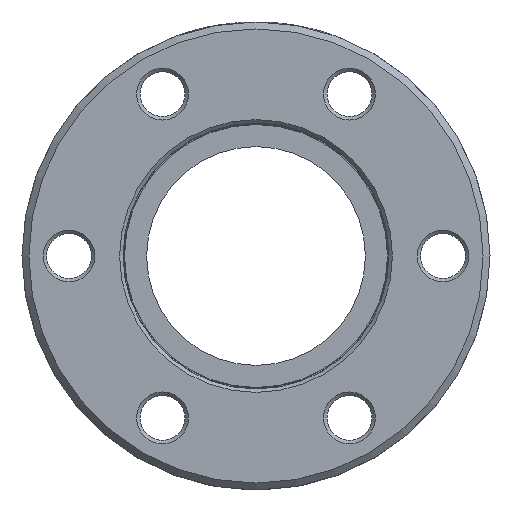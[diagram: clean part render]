
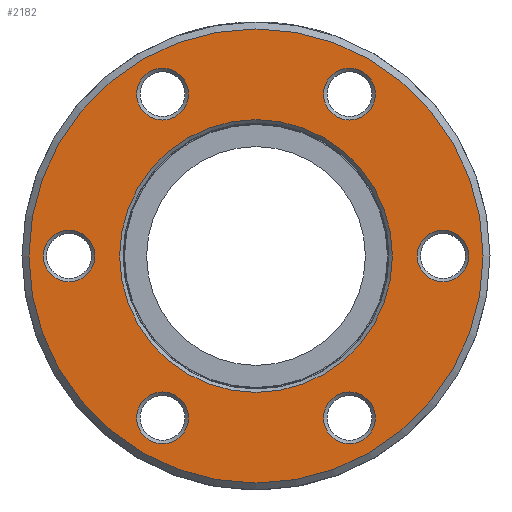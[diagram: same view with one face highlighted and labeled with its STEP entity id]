
A CAD part, front view. The second image highlights one B-rep face of the part: STEP entity #2182.
In plain terms, the highlighted planar face has unit normal (0, -1, 0).
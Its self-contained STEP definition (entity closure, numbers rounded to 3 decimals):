
#448=PLANE('',#2401);
#509=FACE_BOUND('',#724,.T.);
#510=FACE_BOUND('',#725,.T.);
#511=FACE_BOUND('',#726,.T.);
#512=FACE_BOUND('',#727,.T.);
#513=FACE_BOUND('',#728,.T.);
#514=FACE_BOUND('',#729,.T.);
#515=FACE_BOUND('',#730,.T.);
#570=FACE_OUTER_BOUND('',#723,.T.);
#723=EDGE_LOOP('',(#1549));
#724=EDGE_LOOP('',(#1550));
#725=EDGE_LOOP('',(#1551));
#726=EDGE_LOOP('',(#1552));
#727=EDGE_LOOP('',(#1553));
#728=EDGE_LOOP('',(#1554));
#729=EDGE_LOOP('',(#1555));
#730=EDGE_LOOP('',(#1556));
#907=CIRCLE('',#2400,9.85);
#908=CIRCLE('',#2402,16.4);
#909=CIRCLE('',#2403,1.871);
#910=CIRCLE('',#2404,1.871);
#911=CIRCLE('',#2405,1.871);
#912=CIRCLE('',#2406,1.871);
#913=CIRCLE('',#2407,1.871);
#914=CIRCLE('',#2408,1.871);
#995=VERTEX_POINT('',#3177);
#996=VERTEX_POINT('',#3180);
#997=VERTEX_POINT('',#3182);
#998=VERTEX_POINT('',#3184);
#999=VERTEX_POINT('',#3186);
#1000=VERTEX_POINT('',#3188);
#1001=VERTEX_POINT('',#3190);
#1002=VERTEX_POINT('',#3192);
#1220=EDGE_CURVE('',#995,#995,#907,.T.);
#1221=EDGE_CURVE('',#996,#996,#908,.T.);
#1222=EDGE_CURVE('',#997,#997,#909,.T.);
#1223=EDGE_CURVE('',#998,#998,#910,.T.);
#1224=EDGE_CURVE('',#999,#999,#911,.T.);
#1225=EDGE_CURVE('',#1000,#1000,#912,.T.);
#1226=EDGE_CURVE('',#1001,#1001,#913,.T.);
#1227=EDGE_CURVE('',#1002,#1002,#914,.T.);
#1549=ORIENTED_EDGE('',*,*,#1221,.F.);
#1550=ORIENTED_EDGE('',*,*,#1222,.F.);
#1551=ORIENTED_EDGE('',*,*,#1223,.F.);
#1552=ORIENTED_EDGE('',*,*,#1224,.F.);
#1553=ORIENTED_EDGE('',*,*,#1225,.F.);
#1554=ORIENTED_EDGE('',*,*,#1226,.F.);
#1555=ORIENTED_EDGE('',*,*,#1227,.F.);
#1556=ORIENTED_EDGE('',*,*,#1220,.F.);
#2182=ADVANCED_FACE('',(#570,#509,#510,#511,#512,#513,#514,#515),#448,.T.);
#2400=AXIS2_PLACEMENT_3D('',#3178,#2651,#2652);
#2401=AXIS2_PLACEMENT_3D('',#3179,#2653,#2654);
#2402=AXIS2_PLACEMENT_3D('',#3181,#2655,#2656);
#2403=AXIS2_PLACEMENT_3D('',#3183,#2657,#2658);
#2404=AXIS2_PLACEMENT_3D('',#3185,#2659,#2660);
#2405=AXIS2_PLACEMENT_3D('',#3187,#2661,#2662);
#2406=AXIS2_PLACEMENT_3D('',#3189,#2663,#2664);
#2407=AXIS2_PLACEMENT_3D('',#3191,#2665,#2666);
#2408=AXIS2_PLACEMENT_3D('',#3193,#2667,#2668);
#2651=DIRECTION('center_axis',(0.,-1.,0.));
#2652=DIRECTION('ref_axis',(1.,0.,0.));
#2653=DIRECTION('center_axis',(0.,-1.,0.));
#2654=DIRECTION('ref_axis',(0.,0.,-1.));
#2655=DIRECTION('center_axis',(0.,1.,0.));
#2656=DIRECTION('ref_axis',(1.,0.,0.));
#2657=DIRECTION('center_axis',(0.,-1.,0.));
#2658=DIRECTION('ref_axis',(-0.5,0.,0.866));
#2659=DIRECTION('center_axis',(0.,-1.,0.));
#2660=DIRECTION('ref_axis',(-0.5,0.,-0.866));
#2661=DIRECTION('center_axis',(0.,-1.,0.));
#2662=DIRECTION('ref_axis',(1.,0.,0.));
#2663=DIRECTION('center_axis',(0.,-1.,0.));
#2664=DIRECTION('ref_axis',(0.5,0.,-0.866));
#2665=DIRECTION('center_axis',(0.,-1.,0.));
#2666=DIRECTION('ref_axis',(-1.,0.,0.));
#2667=DIRECTION('center_axis',(0.,-1.,0.));
#2668=DIRECTION('ref_axis',(0.5,0.,0.866));
#3177=CARTESIAN_POINT('',(-9.85,0.,0.));
#3178=CARTESIAN_POINT('Origin',(0.,0.,0.));
#3179=CARTESIAN_POINT('Origin',(-16.9,0.,0.));
#3180=CARTESIAN_POINT('',(-16.4,0.,0.));
#3181=CARTESIAN_POINT('Origin',(0.,0.,0.));
#3182=CARTESIAN_POINT('',(12.627,0.,5.13));
#3183=CARTESIAN_POINT('Origin',(11.691,0.,6.75));
#3184=CARTESIAN_POINT('',(-10.756,0.,8.37));
#3185=CARTESIAN_POINT('Origin',(-11.691,0.,
6.75));
#3186=CARTESIAN_POINT('',(-1.871,0.,-13.5));
#3187=CARTESIAN_POINT('Origin',(0.,0.,-13.5));
#3188=CARTESIAN_POINT('',(-12.627,0.,-5.13));
#3189=CARTESIAN_POINT('Origin',(-11.691,0.,
-6.75));
#3190=CARTESIAN_POINT('',(1.871,0.,13.5));
#3191=CARTESIAN_POINT('Origin',(0.,0.,
13.5));
#3192=CARTESIAN_POINT('',(10.756,0.,-8.37));
#3193=CARTESIAN_POINT('Origin',(11.691,0.,-6.75));
